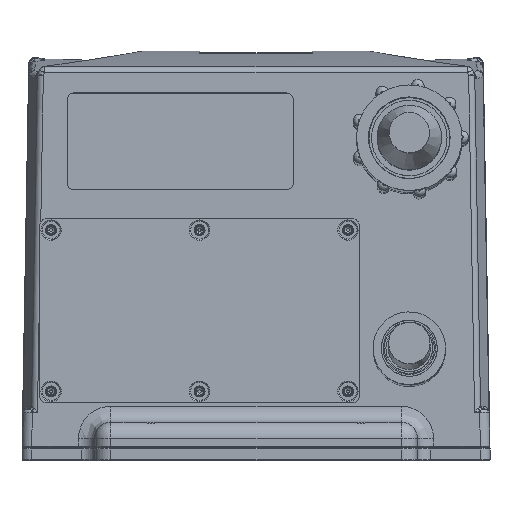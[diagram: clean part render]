
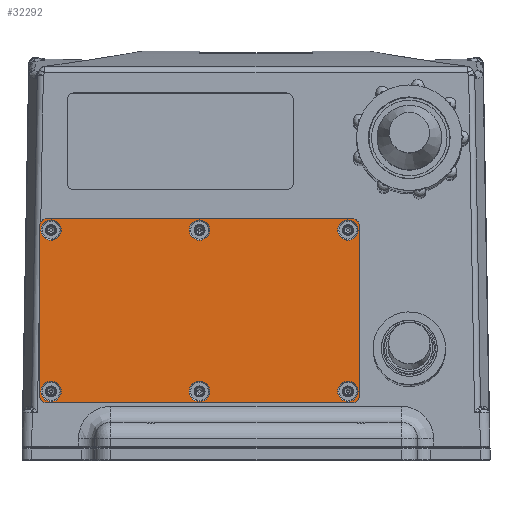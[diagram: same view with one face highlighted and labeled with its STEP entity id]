
A CAD part, left-side view. The second image highlights one B-rep face of the part: STEP entity #32292.
In plain terms, the highlighted face is planar.
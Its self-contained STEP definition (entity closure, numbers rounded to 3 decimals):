
#3052=PLANE('',#35356);
#4417=LINE('',#53651,#6520);
#4423=LINE('',#53671,#6526);
#4426=LINE('',#53679,#6529);
#4428=LINE('',#53685,#6531);
#6520=VECTOR('',#41481,53.);
#6526=VECTOR('',#41501,95.);
#6529=VECTOR('',#41510,95.);
#6531=VECTOR('',#41518,53.);
#8020=FACE_BOUND('',#13145,.T.);
#8021=FACE_BOUND('',#13146,.T.);
#8022=FACE_BOUND('',#13147,.T.);
#8023=FACE_BOUND('',#13148,.T.);
#8024=FACE_BOUND('',#13149,.T.);
#8025=FACE_BOUND('',#13150,.T.);
#9316=CIRCLE('',#35310,3.15);
#9319=CIRCLE('',#35315,3.15);
#9322=CIRCLE('',#35320,3.15);
#9325=CIRCLE('',#35325,3.15);
#9328=CIRCLE('',#35330,3.15);
#9331=CIRCLE('',#35335,3.15);
#9334=CIRCLE('',#35340,2.);
#9339=CIRCLE('',#35348,2.);
#9340=CIRCLE('',#35351,2.);
#9341=CIRCLE('',#35354,2.);
#10780=FACE_OUTER_BOUND('',#13144,.T.);
#13144=EDGE_LOOP('',(#26326,#26327,#26328,#26329,#26330,#26331,#26332,#26333));
#13145=EDGE_LOOP('',(#26334));
#13146=EDGE_LOOP('',(#26335));
#13147=EDGE_LOOP('',(#26336));
#13148=EDGE_LOOP('',(#26337));
#13149=EDGE_LOOP('',(#26338));
#13150=EDGE_LOOP('',(#26339));
#15824=VERTEX_POINT('',#53590);
#15827=VERTEX_POINT('',#53598);
#15830=VERTEX_POINT('',#53606);
#15833=VERTEX_POINT('',#53614);
#15836=VERTEX_POINT('',#53622);
#15839=VERTEX_POINT('',#53630);
#15842=VERTEX_POINT('',#53638);
#15843=VERTEX_POINT('',#53639);
#15847=VERTEX_POINT('',#53649);
#15853=VERTEX_POINT('',#53665);
#15854=VERTEX_POINT('',#53669);
#15855=VERTEX_POINT('',#53673);
#15856=VERTEX_POINT('',#53674);
#15857=VERTEX_POINT('',#53681);
#19594=EDGE_CURVE('',#15824,#15824,#9316,.T.);
#19597=EDGE_CURVE('',#15827,#15827,#9319,.T.);
#19600=EDGE_CURVE('',#15830,#15830,#9322,.T.);
#19603=EDGE_CURVE('',#15833,#15833,#9325,.T.);
#19606=EDGE_CURVE('',#15836,#15836,#9328,.T.);
#19609=EDGE_CURVE('',#15839,#15839,#9331,.T.);
#19612=EDGE_CURVE('',#15842,#15843,#9334,.T.);
#19618=EDGE_CURVE('',#15842,#15847,#4417,.T.);
#19625=EDGE_CURVE('',#15853,#15847,#9339,.T.);
#19628=EDGE_CURVE('',#15853,#15854,#4423,.T.);
#19629=EDGE_CURVE('',#15855,#15856,#9340,.T.);
#19632=EDGE_CURVE('',#15855,#15843,#4426,.T.);
#19633=EDGE_CURVE('',#15857,#15854,#9341,.T.);
#19635=EDGE_CURVE('',#15857,#15856,#4428,.T.);
#26326=ORIENTED_EDGE('',*,*,#19612,.F.);
#26327=ORIENTED_EDGE('',*,*,#19618,.T.);
#26328=ORIENTED_EDGE('',*,*,#19625,.F.);
#26329=ORIENTED_EDGE('',*,*,#19628,.T.);
#26330=ORIENTED_EDGE('',*,*,#19633,.F.);
#26331=ORIENTED_EDGE('',*,*,#19635,.T.);
#26332=ORIENTED_EDGE('',*,*,#19629,.F.);
#26333=ORIENTED_EDGE('',*,*,#19632,.T.);
#26334=ORIENTED_EDGE('',*,*,#19594,.T.);
#26335=ORIENTED_EDGE('',*,*,#19597,.T.);
#26336=ORIENTED_EDGE('',*,*,#19600,.T.);
#26337=ORIENTED_EDGE('',*,*,#19603,.T.);
#26338=ORIENTED_EDGE('',*,*,#19606,.T.);
#26339=ORIENTED_EDGE('',*,*,#19609,.T.);
#32292=ADVANCED_FACE('',(#10780,#8020,#8021,#8022,#8023,#8024,#8025),#3052,
 .T.);
#35310=AXIS2_PLACEMENT_3D('',#53591,#41411,#41412);
#35315=AXIS2_PLACEMENT_3D('',#53599,#41421,#41422);
#35320=AXIS2_PLACEMENT_3D('',#53607,#41431,#41432);
#35325=AXIS2_PLACEMENT_3D('',#53615,#41441,#41442);
#35330=AXIS2_PLACEMENT_3D('',#53623,#41451,#41452);
#35335=AXIS2_PLACEMENT_3D('',#53631,#41461,#41462);
#35340=AXIS2_PLACEMENT_3D('',#53640,#41471,#41472);
#35348=AXIS2_PLACEMENT_3D('',#53666,#41495,#41496);
#35351=AXIS2_PLACEMENT_3D('',#53675,#41504,#41505);
#35354=AXIS2_PLACEMENT_3D('',#53682,#41513,#41514);
#35356=AXIS2_PLACEMENT_3D('',#53686,#41519,#41520);
#41411=DIRECTION('center_axis',(0.,0.,-1.));
#41412=DIRECTION('ref_axis',(1.,0.,0.));
#41421=DIRECTION('center_axis',(0.,0.,-1.));
#41422=DIRECTION('ref_axis',(1.,0.,0.));
#41431=DIRECTION('center_axis',(0.,0.,-1.));
#41432=DIRECTION('ref_axis',(1.,0.,0.));
#41441=DIRECTION('center_axis',(0.,0.,-1.));
#41442=DIRECTION('ref_axis',(1.,0.,0.));
#41451=DIRECTION('center_axis',(0.,0.,-1.));
#41452=DIRECTION('ref_axis',(1.,0.,0.));
#41461=DIRECTION('center_axis',(0.,0.,-1.));
#41462=DIRECTION('ref_axis',(1.,0.,0.));
#41471=DIRECTION('center_axis',(0.,0.,-1.));
#41472=DIRECTION('ref_axis',(-0.707,-0.707,0.));
#41481=DIRECTION('',(1.,0.,0.));
#41495=DIRECTION('center_axis',(0.,0.,-1.));
#41496=DIRECTION('ref_axis',(0.707,-0.707,0.));
#41501=DIRECTION('',(0.,1.,0.));
#41504=DIRECTION('center_axis',(0.,0.,-1.));
#41505=DIRECTION('ref_axis',(-0.707,0.707,0.));
#41510=DIRECTION('',(0.,-1.,0.));
#41513=DIRECTION('center_axis',(0.,0.,-1.));
#41514=DIRECTION('ref_axis',(0.707,0.707,0.));
#41518=DIRECTION('',(-1.,0.,0.));
#41519=DIRECTION('center_axis',(0.,0.,1.));
#41520=DIRECTION('ref_axis',(1.,0.,0.));
#53590=CARTESIAN_POINT('',(28.15,0.,2.));
#53591=CARTESIAN_POINT('Origin',(25.,0.,2.));
#53598=CARTESIAN_POINT('',(28.15,46.,2.));
#53599=CARTESIAN_POINT('Origin',(25.,46.,2.));
#53606=CARTESIAN_POINT('',(-21.85,-46.,2.));
#53607=CARTESIAN_POINT('Origin',(-25.,-46.,2.));
#53614=CARTESIAN_POINT('',(-21.85,46.,2.));
#53615=CARTESIAN_POINT('Origin',(-25.,46.,2.));
#53622=CARTESIAN_POINT('',(28.15,-46.,2.));
#53623=CARTESIAN_POINT('Origin',(25.,-46.,2.));
#53630=CARTESIAN_POINT('',(-21.85,0.,2.));
#53631=CARTESIAN_POINT('Origin',(-25.,0.,2.));
#53638=CARTESIAN_POINT('',(-26.5,-49.5,2.));
#53639=CARTESIAN_POINT('',(-28.5,-47.5,2.));
#53640=CARTESIAN_POINT('Origin',(-26.5,-47.5,2.));
#53649=CARTESIAN_POINT('',(26.5,-49.5,2.));
#53651=CARTESIAN_POINT('',(28.5,-49.5,2.));
#53665=CARTESIAN_POINT('',(28.5,-47.5,2.));
#53666=CARTESIAN_POINT('Origin',(26.5,-47.5,2.));
#53669=CARTESIAN_POINT('',(28.5,47.5,2.));
#53671=CARTESIAN_POINT('',(28.5,49.5,2.));
#53673=CARTESIAN_POINT('',(-28.5,47.5,2.));
#53674=CARTESIAN_POINT('',(-26.5,49.5,2.));
#53675=CARTESIAN_POINT('Origin',(-26.5,47.5,2.));
#53679=CARTESIAN_POINT('',(-28.5,-49.5,2.));
#53681=CARTESIAN_POINT('',(26.5,49.5,2.));
#53682=CARTESIAN_POINT('Origin',(26.5,47.5,2.));
#53685=CARTESIAN_POINT('',(-28.5,49.5,2.));
#53686=CARTESIAN_POINT('Origin',(0.,0.,2.));
